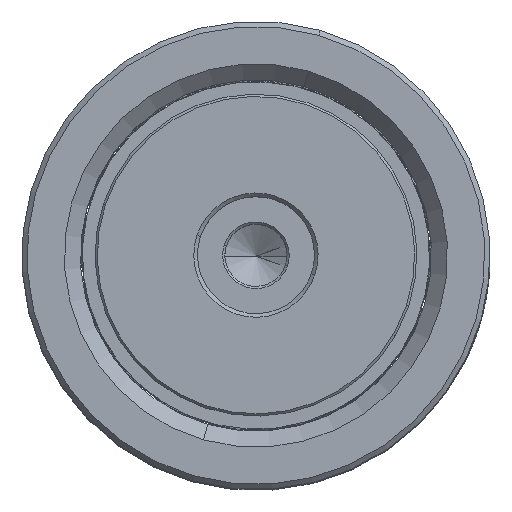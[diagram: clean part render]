
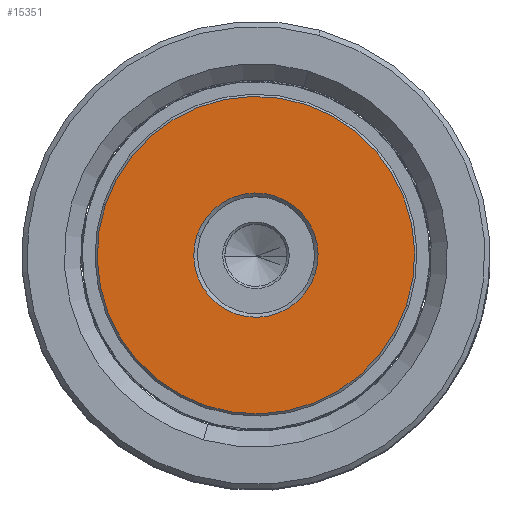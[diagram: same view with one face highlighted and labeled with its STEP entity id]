
A CAD part, top view. The second image highlights one B-rep face of the part: STEP entity #15351.
In plain terms, the highlighted face is planar.
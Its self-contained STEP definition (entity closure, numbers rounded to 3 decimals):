
#243 = CIRCLE ( 'NONE', #9037, 21.7 ) ;
#487 = EDGE_CURVE ( 'NONE', #4231, #7560, #243, .T. ) ;
#922 = ORIENTED_EDGE ( 'NONE', *, *, #25023, .T. ) ;
#1400 = ORIENTED_EDGE ( 'NONE', *, *, #3088, .T. ) ;
#3088 = EDGE_CURVE ( 'NONE', #11535, #5578, #23056, .T. ) ;
#4231 = VERTEX_POINT ( 'NONE', #30021 ) ;
#4640 = CIRCLE ( 'NONE', #6540, 21.7 ) ;
#4936 = CARTESIAN_POINT ( 'NONE',  ( 0., 0., 0. ) ) ;
#5369 = FACE_BOUND ( 'NONE', #26619, .T. ) ;
#5578 = VERTEX_POINT ( 'NONE', #12901 ) ;
#6540 = AXIS2_PLACEMENT_3D ( 'NONE', #8015, #27787, #19163 ) ;
#7560 = VERTEX_POINT ( 'NONE', #19699 ) ;
#8015 = CARTESIAN_POINT ( 'NONE',  ( 0., 0., 0. ) ) ;
#9037 = AXIS2_PLACEMENT_3D ( 'NONE', #27346, #21164, #24009 ) ;
#10009 = PLANE ( 'NONE',  #24166 ) ;
#10093 = CARTESIAN_POINT ( 'NONE',  ( -8.5, 0., 0. ) ) ;
#10157 = EDGE_CURVE ( 'NONE', #5578, #11535, #30394, .T. ) ;
#11535 = VERTEX_POINT ( 'NONE', #10093 ) ;
#11608 = DIRECTION ( 'NONE',  ( 0., 0., 1. ) ) ;
#12901 = CARTESIAN_POINT ( 'NONE',  ( 8.5, 0., 0. ) ) ;
#13944 = DIRECTION ( 'NONE',  ( 0., 0., 1. ) ) ;
#15351 = ADVANCED_FACE ( 'NONE', ( #31877, #5369 ), #10009, .F. ) ;
#17968 = CARTESIAN_POINT ( 'NONE',  ( 0., 0., 0. ) ) ;
#19163 = DIRECTION ( 'NONE',  ( 1., 0., 0. ) ) ;
#19699 = CARTESIAN_POINT ( 'NONE',  ( 21.7, 0., 0. ) ) ;
#19979 = AXIS2_PLACEMENT_3D ( 'NONE', #28542, #11608, #31357 ) ;
#21164 = DIRECTION ( 'NONE',  ( 0., 0., -1. ) ) ;
#23056 = CIRCLE ( 'NONE', #19979, 8.5 ) ;
#24009 = DIRECTION ( 'NONE',  ( 1., 0., 0. ) ) ;
#24070 = ORIENTED_EDGE ( 'NONE', *, *, #10157, .T. ) ;
#24166 = AXIS2_PLACEMENT_3D ( 'NONE', #4936, #13944, #27775 ) ;
#25023 = EDGE_CURVE ( 'NONE', #7560, #4231, #4640, .T. ) ;
#26484 = DIRECTION ( 'NONE',  ( 1., 0., 0. ) ) ;
#26619 = EDGE_LOOP ( 'NONE', ( #1400, #24070 ) ) ;
#27346 = CARTESIAN_POINT ( 'NONE',  ( 0., 0., 0. ) ) ;
#27624 = ORIENTED_EDGE ( 'NONE', *, *, #487, .T. ) ;
#27775 = DIRECTION ( 'NONE',  ( 1., 0., 0. ) ) ;
#27787 = DIRECTION ( 'NONE',  ( 0., 0., -1. ) ) ;
#28542 = CARTESIAN_POINT ( 'NONE',  ( 0., 0., 0. ) ) ;
#30021 = CARTESIAN_POINT ( 'NONE',  ( -21.7, 0., 0. ) ) ;
#30394 = CIRCLE ( 'NONE', #33266, 8.5 ) ;
#31357 = DIRECTION ( 'NONE',  ( 1., 0., 0. ) ) ;
#31877 = FACE_OUTER_BOUND ( 'NONE', #35871, .T. ) ;
#33266 = AXIS2_PLACEMENT_3D ( 'NONE', #17968, #35112, #26484 ) ;
#35112 = DIRECTION ( 'NONE',  ( 0., 0., 1. ) ) ;
#35871 = EDGE_LOOP ( 'NONE', ( #922, #27624 ) ) ;
